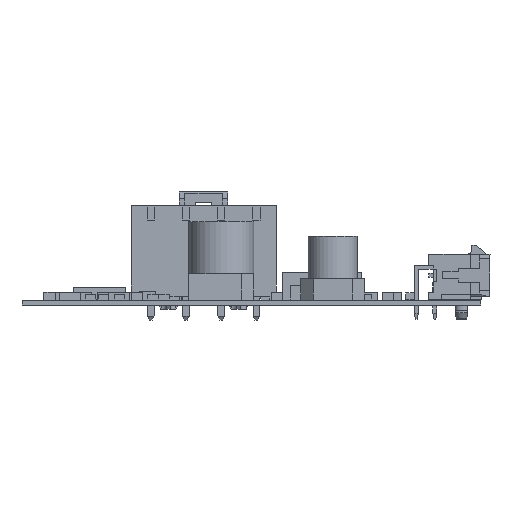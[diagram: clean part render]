
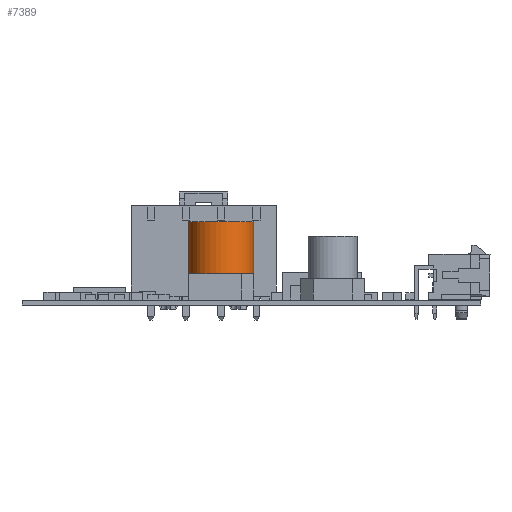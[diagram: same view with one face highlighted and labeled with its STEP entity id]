
A CAD part, left-side view. The second image highlights one B-rep face of the part: STEP entity #7389.
In plain terms, the highlighted cylindrical face has radius 5.25 mm (diameter 10.5 mm), a full revolution.
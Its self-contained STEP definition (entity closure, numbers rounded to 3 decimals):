
#7389 = ADVANCED_FACE('',(#7390),#7417,.T.);
#7390 = FACE_BOUND('',#7391,.T.);
#7391 = EDGE_LOOP('',(#7392,#7401,#7409,#7416));
#7392 = ORIENTED_EDGE('',*,*,#7393,.T.);
#7393 = EDGE_CURVE('',#7394,#7394,#7396,.T.);
#7394 = VERTEX_POINT('',#7395);
#7395 = CARTESIAN_POINT('',(5.25,0.,0.));
#7396 = CIRCLE('',#7397,5.25);
#7397 = AXIS2_PLACEMENT_3D('',#7398,#7399,#7400);
#7398 = CARTESIAN_POINT('',(0.,0.,0.));
#7399 = DIRECTION('',(0.,0.,1.));
#7400 = DIRECTION('',(1.,0.,0.));
#7401 = ORIENTED_EDGE('',*,*,#7402,.T.);
#7402 = EDGE_CURVE('',#7394,#7403,#7405,.T.);
#7403 = VERTEX_POINT('',#7404);
#7404 = CARTESIAN_POINT('',(5.25,0.,12.7));
#7405 = LINE('',#7406,#7407);
#7406 = CARTESIAN_POINT('',(5.25,0.,0.));
#7407 = VECTOR('',#7408,1.);
#7408 = DIRECTION('',(0.,0.,1.));
#7409 = ORIENTED_EDGE('',*,*,#7410,.F.);
#7410 = EDGE_CURVE('',#7403,#7403,#7411,.T.);
#7411 = CIRCLE('',#7412,5.25);
#7412 = AXIS2_PLACEMENT_3D('',#7413,#7414,#7415);
#7413 = CARTESIAN_POINT('',(0.,0.,12.7));
#7414 = DIRECTION('',(0.,0.,1.));
#7415 = DIRECTION('',(1.,0.,0.));
#7416 = ORIENTED_EDGE('',*,*,#7402,.F.);
#7417 = CYLINDRICAL_SURFACE('',#7418,5.25);
#7418 = AXIS2_PLACEMENT_3D('',#7419,#7420,#7421);
#7419 = CARTESIAN_POINT('',(0.,0.,0.));
#7420 = DIRECTION('',(0.,0.,-1.));
#7421 = DIRECTION('',(1.,0.,0.));
